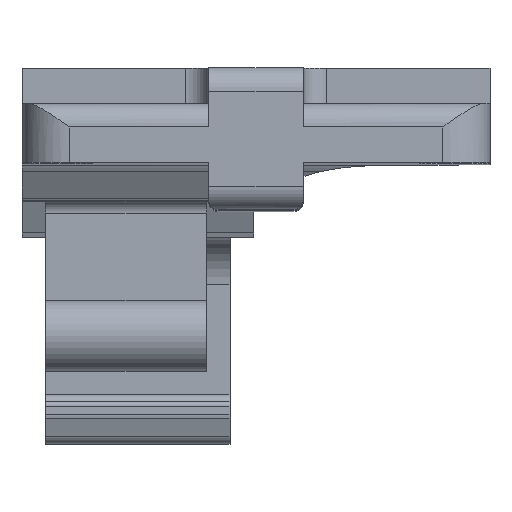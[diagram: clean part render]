
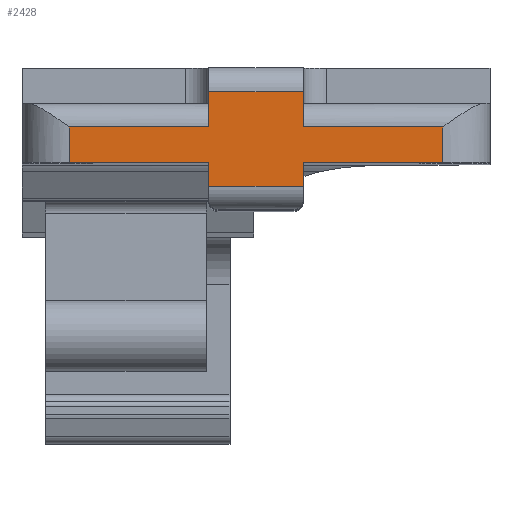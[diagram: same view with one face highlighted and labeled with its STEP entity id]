
A CAD part, top view. The second image highlights one B-rep face of the part: STEP entity #2428.
In plain terms, the highlighted planar face has unit normal (0, 0, 1).
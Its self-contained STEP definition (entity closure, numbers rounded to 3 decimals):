
#2312=AXIS2_PLACEMENT_3D('Plane Axis2P3D',#2309,#2310,#2311) ;
#2309=CARTESIAN_POINT('Axis2P3D Location',(-1.05,7.37,52.999)) ;
#2314=CARTESIAN_POINT('Line Origine',(3.95,5.62,52.999)) ;
#2318=CARTESIAN_POINT('Vertex',(3.95,5.87,52.999)) ;
#2320=CARTESIAN_POINT('Vertex',(3.95,5.37,52.999)) ;
#2323=CARTESIAN_POINT('Line Origine',(4.95,5.37,52.999)) ;
#2327=CARTESIAN_POINT('Vertex',(5.95,5.37,52.999)) ;
#2330=CARTESIAN_POINT('Line Origine',(5.95,5.62,52.999)) ;
#2334=CARTESIAN_POINT('Vertex',(5.95,5.87,52.999)) ;
#2337=CARTESIAN_POINT('Line Origine',(6.1,5.87,52.999)) ;
#2341=CARTESIAN_POINT('Vertex',(6.25,5.87,52.999)) ;
#2344=CARTESIAN_POINT('Line Origine',(7.575,5.87,52.999)) ;
#2348=CARTESIAN_POINT('Vertex',(8.9,5.87,52.999)) ;
#2351=CARTESIAN_POINT('Line Origine',(8.9,6.245,52.999)) ;
#2355=CARTESIAN_POINT('Vertex',(8.9,6.62,52.999)) ;
#2358=CARTESIAN_POINT('Line Origine',(7.425,6.62,52.999)) ;
#2362=CARTESIAN_POINT('Vertex',(5.95,6.62,52.999)) ;
#2365=CARTESIAN_POINT('Line Origine',(5.95,6.995,52.999)) ;
#2369=CARTESIAN_POINT('Vertex',(5.95,7.37,52.999)) ;
#2372=CARTESIAN_POINT('Line Origine',(4.95,7.37,52.999)) ;
#2376=CARTESIAN_POINT('Vertex',(3.95,7.37,52.999)) ;
#2379=CARTESIAN_POINT('Line Origine',(3.95,6.995,52.999)) ;
#2383=CARTESIAN_POINT('Vertex',(3.95,6.62,52.999)) ;
#2386=CARTESIAN_POINT('Line Origine',(2.475,6.62,52.999)) ;
#2390=CARTESIAN_POINT('Vertex',(1.,6.62,52.999)) ;
#2393=CARTESIAN_POINT('Line Origine',(1.,6.245,52.999)) ;
#2397=CARTESIAN_POINT('Vertex',(1.,5.87,52.999)) ;
#2400=CARTESIAN_POINT('Line Origine',(2.325,5.87,52.999)) ;
#2404=CARTESIAN_POINT('Vertex',(3.65,5.87,52.999)) ;
#2407=CARTESIAN_POINT('Line Origine',(3.8,5.87,52.999)) ;
#2310=DIRECTION('Axis2P3D Direction',(0.,0.,1.)) ;
#2311=DIRECTION('Axis2P3D XDirection',(-1.,0.,0.)) ;
#2315=DIRECTION('Vector Direction',(0.,-1.,0.)) ;
#2324=DIRECTION('Vector Direction',(1.,0.,0.)) ;
#2331=DIRECTION('Vector Direction',(0.,-1.,0.)) ;
#2338=DIRECTION('Vector Direction',(1.,0.,0.)) ;
#2345=DIRECTION('Vector Direction',(1.,0.,0.)) ;
#2352=DIRECTION('Vector Direction',(0.,1.,0.)) ;
#2359=DIRECTION('Vector Direction',(1.,0.,0.)) ;
#2366=DIRECTION('Vector Direction',(0.,1.,0.)) ;
#2373=DIRECTION('Vector Direction',(1.,0.,0.)) ;
#2380=DIRECTION('Vector Direction',(0.,1.,0.)) ;
#2387=DIRECTION('Vector Direction',(1.,0.,0.)) ;
#2394=DIRECTION('Vector Direction',(0.,1.,0.)) ;
#2401=DIRECTION('Vector Direction',(1.,0.,0.)) ;
#2408=DIRECTION('Vector Direction',(1.,0.,0.)) ;
#2316=VECTOR('Line Direction',#2315,1.) ;
#2325=VECTOR('Line Direction',#2324,1.) ;
#2332=VECTOR('Line Direction',#2331,1.) ;
#2339=VECTOR('Line Direction',#2338,1.) ;
#2346=VECTOR('Line Direction',#2345,1.) ;
#2353=VECTOR('Line Direction',#2352,1.) ;
#2360=VECTOR('Line Direction',#2359,1.) ;
#2367=VECTOR('Line Direction',#2366,1.) ;
#2374=VECTOR('Line Direction',#2373,1.) ;
#2381=VECTOR('Line Direction',#2380,1.) ;
#2388=VECTOR('Line Direction',#2387,1.) ;
#2395=VECTOR('Line Direction',#2394,1.) ;
#2402=VECTOR('Line Direction',#2401,1.) ;
#2409=VECTOR('Line Direction',#2408,1.) ;
#2413=ORIENTED_EDGE('',*,*,#2322,.T.) ;
#2414=ORIENTED_EDGE('',*,*,#2329,.T.) ;
#2415=ORIENTED_EDGE('',*,*,#2336,.F.) ;
#2416=ORIENTED_EDGE('',*,*,#2343,.T.) ;
#2417=ORIENTED_EDGE('',*,*,#2350,.T.) ;
#2418=ORIENTED_EDGE('',*,*,#2357,.T.) ;
#2419=ORIENTED_EDGE('',*,*,#2364,.F.) ;
#2420=ORIENTED_EDGE('',*,*,#2371,.T.) ;
#2421=ORIENTED_EDGE('',*,*,#2378,.F.) ;
#2422=ORIENTED_EDGE('',*,*,#2385,.F.) ;
#2423=ORIENTED_EDGE('',*,*,#2392,.F.) ;
#2424=ORIENTED_EDGE('',*,*,#2399,.F.) ;
#2425=ORIENTED_EDGE('',*,*,#2406,.T.) ;
#2426=ORIENTED_EDGE('',*,*,#2411,.T.) ;
#2428=ADVANCED_FACE('ZZE ZP2-5',(#2427),#2313,.T.) ;
#2322=EDGE_CURVE('',#2319,#2321,#2317,.T.) ;
#2329=EDGE_CURVE('',#2321,#2328,#2326,.T.) ;
#2336=EDGE_CURVE('',#2335,#2328,#2333,.T.) ;
#2343=EDGE_CURVE('',#2335,#2342,#2340,.T.) ;
#2350=EDGE_CURVE('',#2342,#2349,#2347,.T.) ;
#2357=EDGE_CURVE('',#2349,#2356,#2354,.T.) ;
#2364=EDGE_CURVE('',#2363,#2356,#2361,.T.) ;
#2371=EDGE_CURVE('',#2363,#2370,#2368,.T.) ;
#2378=EDGE_CURVE('',#2377,#2370,#2375,.T.) ;
#2385=EDGE_CURVE('',#2384,#2377,#2382,.T.) ;
#2392=EDGE_CURVE('',#2391,#2384,#2389,.T.) ;
#2399=EDGE_CURVE('',#2398,#2391,#2396,.T.) ;
#2406=EDGE_CURVE('',#2398,#2405,#2403,.T.) ;
#2411=EDGE_CURVE('',#2405,#2319,#2410,.T.) ;
#2412=EDGE_LOOP('',(#2413,#2414,#2415,#2416,#2417,#2418,#2419,#2420,#2421,#2422,#2423,#2424,#2425,#2426)) ;
#2427=FACE_OUTER_BOUND('',#2412,.T.) ;
#2317=LINE('Line',#2314,#2316) ;
#2326=LINE('Line',#2323,#2325) ;
#2333=LINE('Line',#2330,#2332) ;
#2340=LINE('Line',#2337,#2339) ;
#2347=LINE('Line',#2344,#2346) ;
#2354=LINE('Line',#2351,#2353) ;
#2361=LINE('Line',#2358,#2360) ;
#2368=LINE('Line',#2365,#2367) ;
#2375=LINE('Line',#2372,#2374) ;
#2382=LINE('Line',#2379,#2381) ;
#2389=LINE('Line',#2386,#2388) ;
#2396=LINE('Line',#2393,#2395) ;
#2403=LINE('Line',#2400,#2402) ;
#2410=LINE('Line',#2407,#2409) ;
#2313=PLANE('',#2312) ;
#2319=VERTEX_POINT('',#2318) ;
#2321=VERTEX_POINT('',#2320) ;
#2328=VERTEX_POINT('',#2327) ;
#2335=VERTEX_POINT('',#2334) ;
#2342=VERTEX_POINT('',#2341) ;
#2349=VERTEX_POINT('',#2348) ;
#2356=VERTEX_POINT('',#2355) ;
#2363=VERTEX_POINT('',#2362) ;
#2370=VERTEX_POINT('',#2369) ;
#2377=VERTEX_POINT('',#2376) ;
#2384=VERTEX_POINT('',#2383) ;
#2391=VERTEX_POINT('',#2390) ;
#2398=VERTEX_POINT('',#2397) ;
#2405=VERTEX_POINT('',#2404) ;
